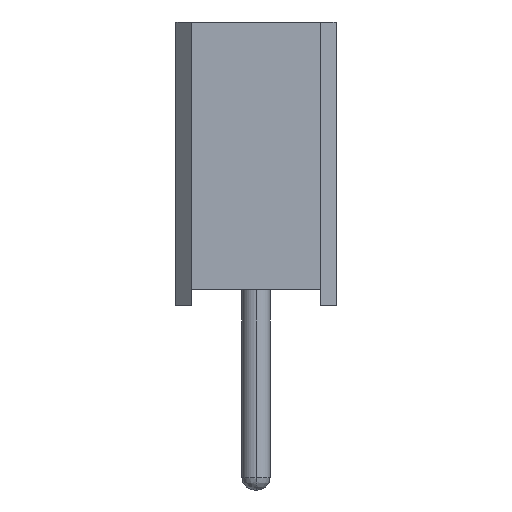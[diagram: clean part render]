
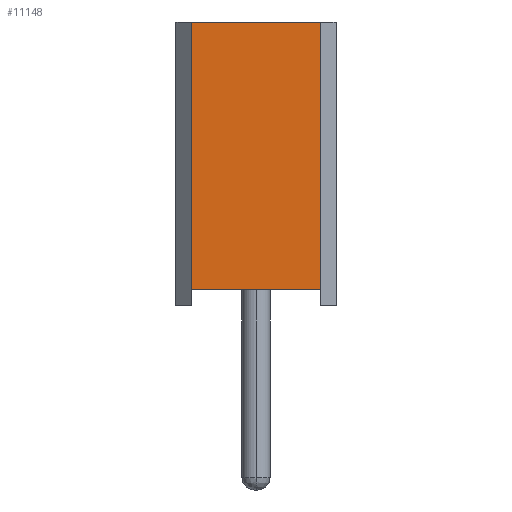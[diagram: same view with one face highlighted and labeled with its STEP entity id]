
A CAD part, left-side view. The second image highlights one B-rep face of the part: STEP entity #11148.
In plain terms, the highlighted planar face has unit normal (-1, 0, 0).
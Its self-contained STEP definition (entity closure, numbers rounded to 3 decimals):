
#6986=CARTESIAN_POINT('',(-0.635,1.05,4.6));
#6987=VERTEX_POINT('',#6986);
#6994=CARTESIAN_POINT('',(-0.635,-1.05,4.6));
#6995=VERTEX_POINT('',#6994);
#6996=CARTESIAN_POINT('',(-0.635,-1.05,4.6));
#6997=DIRECTION('',(0.0,1.0,0.0));
#6998=VECTOR('',#6997,2.1);
#6999=LINE('',#6996,#6998);
#7000=EDGE_CURVE('',#6995,#6987,#6999,.T.);
#8104=CARTESIAN_POINT('',(-0.635,-1.05,0.25));
#8105=VERTEX_POINT('',#8104);
#8112=CARTESIAN_POINT('',(-0.635,1.05,0.25));
#8113=VERTEX_POINT('',#8112);
#8114=CARTESIAN_POINT('',(-0.635,1.05,0.25));
#8115=DIRECTION('',(0.0,-1.0,0.0));
#8116=VECTOR('',#8115,2.1);
#8117=LINE('',#8114,#8116);
#8118=EDGE_CURVE('',#8113,#8105,#8117,.T.);
#11122=CARTESIAN_POINT('',(-0.635,1.05,0.25));
#11123=DIRECTION('',(0.0,0.0,1.0));
#11124=VECTOR('',#11123,4.35);
#11125=LINE('',#11122,#11124);
#11126=EDGE_CURVE('',#8113,#6987,#11125,.T.);
#11132=CARTESIAN_POINT('',(-0.635,-1.155,4.817));
#11133=DIRECTION('',(-1.0,0.0,0.0));
#11134=DIRECTION('',(0.0,-1.0,0.0));
#11135=AXIS2_PLACEMENT_3D('',#11132,#11133,#11134);
#11136=PLANE('',#11135);
#11137=CARTESIAN_POINT('',(-0.635,-1.05,0.25));
#11138=DIRECTION('',(0.0,0.0,1.0));
#11139=VECTOR('',#11138,4.35);
#11140=LINE('',#11137,#11139);
#11141=EDGE_CURVE('',#8105,#6995,#11140,.T.);
#11142=ORIENTED_EDGE('',*,*,#11141,.T.);
#11143=ORIENTED_EDGE('',*,*,#7000,.T.);
#11144=ORIENTED_EDGE('',*,*,#11126,.F.);
#11145=ORIENTED_EDGE('',*,*,#8118,.T.);
#11146=EDGE_LOOP('',(#11142,#11143,#11144,#11145));
#11147=FACE_OUTER_BOUND('',#11146,.T.);
#11148=ADVANCED_FACE('',(#11147),#11136,.T.);
